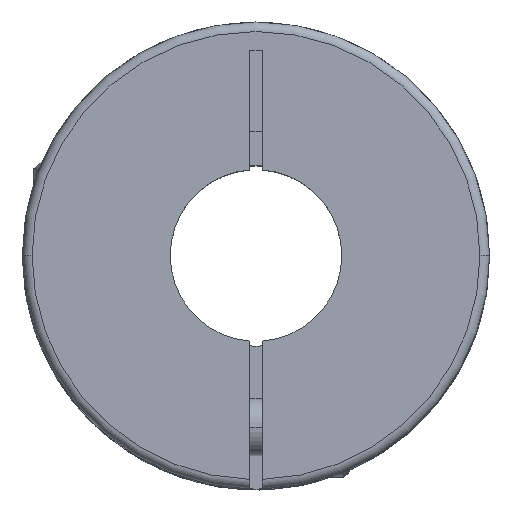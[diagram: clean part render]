
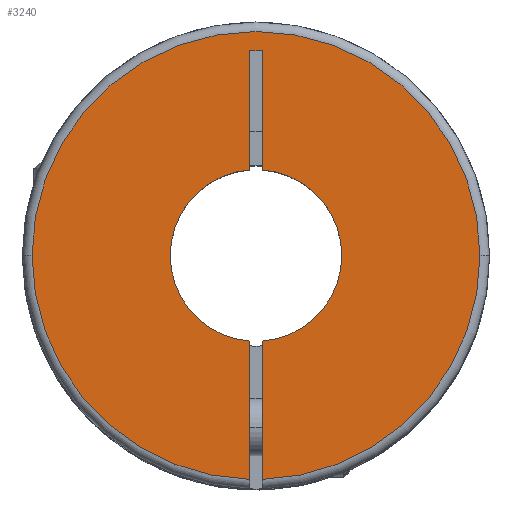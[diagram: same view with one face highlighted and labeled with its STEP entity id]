
A CAD part, top view. The second image highlights one B-rep face of the part: STEP entity #3240.
In plain terms, the highlighted planar face has unit normal (0, 0, 1).
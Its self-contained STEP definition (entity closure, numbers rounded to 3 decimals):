
#34 = CARTESIAN_POINT ( 'NONE',  ( 0.65, -23.491, 0. ) ) ;
#48 = EDGE_CURVE ( 'NONE', #2977, #4407, #1014, .T. ) ;
#174 = VECTOR ( 'NONE', #4108, 1000. ) ;
#243 = PLANE ( 'NONE',  #1492 ) ;
#313 = EDGE_CURVE ( 'NONE', #2788, #4439, #3042, .T. ) ;
#373 = DIRECTION ( 'NONE',  ( 0., 0., -1. ) ) ;
#385 = VECTOR ( 'NONE', #4205, 1000. ) ;
#428 = CIRCLE ( 'NONE', #3260, 9. ) ;
#483 = EDGE_CURVE ( 'NONE', #2947, #2788, #2358, .T. ) ;
#549 = CARTESIAN_POINT ( 'NONE',  ( 0.65, -24.5, 0. ) ) ;
#575 = CARTESIAN_POINT ( 'NONE',  ( -0.65, 21.5, 0. ) ) ;
#606 = FACE_OUTER_BOUND ( 'NONE', #2798, .T. ) ;
#628 = DIRECTION ( 'NONE',  ( 0., -1., 0. ) ) ;
#648 = DIRECTION ( 'NONE',  ( 0., 0., -1. ) ) ;
#683 = EDGE_CURVE ( 'NONE', #1208, #4439, #428, .T. ) ;
#741 = LINE ( 'NONE', #4329, #385 ) ;
#817 = VERTEX_POINT ( 'NONE', #34 ) ;
#882 = CARTESIAN_POINT ( 'NONE',  ( 0., 0., 0. ) ) ;
#900 = VECTOR ( 'NONE', #4410, 1000. ) ;
#916 = ORIENTED_EDGE ( 'NONE', *, *, #2340, .F. ) ;
#934 = DIRECTION ( 'NONE',  ( 0., 0., -1. ) ) ;
#987 = CARTESIAN_POINT ( 'NONE',  ( 0., 0., 0. ) ) ;
#1014 = CIRCLE ( 'NONE', #1605, 23.5 ) ;
#1208 = VERTEX_POINT ( 'NONE', #2153 ) ;
#1259 = DIRECTION ( 'NONE',  ( 0., 0., -1. ) ) ;
#1281 = DIRECTION ( 'NONE',  ( -1., 0., 0. ) ) ;
#1284 = DIRECTION ( 'NONE',  ( -1., 0., 0. ) ) ;
#1456 = DIRECTION ( 'NONE',  ( -1., 0., 0. ) ) ;
#1492 = AXIS2_PLACEMENT_3D ( 'NONE', #4171, #648, #2018 ) ;
#1505 = AXIS2_PLACEMENT_3D ( 'NONE', #987, #2079, #3158 ) ;
#1572 = CARTESIAN_POINT ( 'NONE',  ( 0., 0., 0. ) ) ;
#1605 = AXIS2_PLACEMENT_3D ( 'NONE', #1572, #2353, #3005 ) ;
#1630 = CARTESIAN_POINT ( 'NONE',  ( 0.65, 21.5, 0. ) ) ;
#1642 = CARTESIAN_POINT ( 'NONE',  ( 0.65, 8.976, 0. ) ) ;
#1766 = ORIENTED_EDGE ( 'NONE', *, *, #313, .F. ) ;
#1832 = VECTOR ( 'NONE', #628, 1000. ) ;
#1908 = VECTOR ( 'NONE', #2720, 1000. ) ;
#2018 = DIRECTION ( 'NONE',  ( 0., -1., 0. ) ) ;
#2028 = ORIENTED_EDGE ( 'NONE', *, *, #3393, .F. ) ;
#2034 = EDGE_CURVE ( 'NONE', #4407, #817, #3383, .T. ) ;
#2079 = DIRECTION ( 'NONE',  ( 0., 0., -1. ) ) ;
#2132 = VERTEX_POINT ( 'NONE', #1642 ) ;
#2153 = CARTESIAN_POINT ( 'NONE',  ( -9., 0., 0. ) ) ;
#2245 = ORIENTED_EDGE ( 'NONE', *, *, #683, .T. ) ;
#2340 = EDGE_CURVE ( 'NONE', #3135, #2977, #4128, .T. ) ;
#2353 = DIRECTION ( 'NONE',  ( 0., 0., -1. ) ) ;
#2358 = LINE ( 'NONE', #1630, #1908 ) ;
#2405 = CARTESIAN_POINT ( 'NONE',  ( -0.65, 21.5, 0. ) ) ;
#2425 = EDGE_CURVE ( 'NONE', #3117, #1208, #4175, .T. ) ;
#2529 = CARTESIAN_POINT ( 'NONE',  ( -23.5, 0., 0. ) ) ;
#2567 = EDGE_CURVE ( 'NONE', #2132, #2803, #3655, .T. ) ;
#2622 = CARTESIAN_POINT ( 'NONE',  ( -0.65, -23.491, 0. ) ) ;
#2720 = DIRECTION ( 'NONE',  ( -1., 0., 0. ) ) ;
#2788 = VERTEX_POINT ( 'NONE', #575 ) ;
#2791 = ORIENTED_EDGE ( 'NONE', *, *, #2567, .T. ) ;
#2798 = EDGE_LOOP ( 'NONE', ( #916, #2028, #2856, #2245, #1766, #2941, #3595, #2791, #3167, #4231, #2863 ) ) ;
#2803 = VERTEX_POINT ( 'NONE', #3450 ) ;
#2831 = EDGE_CURVE ( 'NONE', #817, #2803, #4121, .T. ) ;
#2856 = ORIENTED_EDGE ( 'NONE', *, *, #2425, .T. ) ;
#2863 = ORIENTED_EDGE ( 'NONE', *, *, #48, .F. ) ;
#2941 = ORIENTED_EDGE ( 'NONE', *, *, #483, .F. ) ;
#2947 = VERTEX_POINT ( 'NONE', #3593 ) ;
#2967 = EDGE_CURVE ( 'NONE', #2132, #2947, #741, .T. ) ;
#2977 = VERTEX_POINT ( 'NONE', #2529 ) ;
#3005 = DIRECTION ( 'NONE',  ( -1., 0., 0. ) ) ;
#3042 = LINE ( 'NONE', #4446, #174 ) ;
#3117 = VERTEX_POINT ( 'NONE', #3392 ) ;
#3135 = VERTEX_POINT ( 'NONE', #2622 ) ;
#3158 = DIRECTION ( 'NONE',  ( -1., 0., 0. ) ) ;
#3167 = ORIENTED_EDGE ( 'NONE', *, *, #2831, .F. ) ;
#3213 = AXIS2_PLACEMENT_3D ( 'NONE', #3476, #1259, #1281 ) ;
#3215 = CARTESIAN_POINT ( 'NONE',  ( 0., 0., 0. ) ) ;
#3240 = ADVANCED_FACE ( 'NONE', ( #606 ), #243, .F. ) ;
#3260 = AXIS2_PLACEMENT_3D ( 'NONE', #882, #934, #1284 ) ;
#3362 = AXIS2_PLACEMENT_3D ( 'NONE', #4257, #3869, #3546 ) ;
#3383 = CIRCLE ( 'NONE', #1505, 23.5 ) ;
#3392 = CARTESIAN_POINT ( 'NONE',  ( -0.65, -8.976, 0. ) ) ;
#3393 = EDGE_CURVE ( 'NONE', #3117, #3135, #3829, .T. ) ;
#3450 = CARTESIAN_POINT ( 'NONE',  ( 0.65, -8.976, 0. ) ) ;
#3476 = CARTESIAN_POINT ( 'NONE',  ( 0., 0., 0. ) ) ;
#3546 = DIRECTION ( 'NONE',  ( -1., 0., 0. ) ) ;
#3593 = CARTESIAN_POINT ( 'NONE',  ( 0.65, 21.5, 0. ) ) ;
#3595 = ORIENTED_EDGE ( 'NONE', *, *, #2967, .F. ) ;
#3655 = CIRCLE ( 'NONE', #3213, 9. ) ;
#3662 = CARTESIAN_POINT ( 'NONE',  ( 23.5, 0., 0. ) ) ;
#3741 = CARTESIAN_POINT ( 'NONE',  ( -0.65, 8.976, 0. ) ) ;
#3829 = LINE ( 'NONE', #2405, #1832 ) ;
#3869 = DIRECTION ( 'NONE',  ( 0., 0., -1. ) ) ;
#3899 = AXIS2_PLACEMENT_3D ( 'NONE', #3215, #373, #1456 ) ;
#4108 = DIRECTION ( 'NONE',  ( 0., -1., 0. ) ) ;
#4121 = LINE ( 'NONE', #549, #900 ) ;
#4128 = CIRCLE ( 'NONE', #3899, 23.5 ) ;
#4171 = CARTESIAN_POINT ( 'NONE',  ( 0., 0., 0. ) ) ;
#4175 = CIRCLE ( 'NONE', #3362, 9. ) ;
#4205 = DIRECTION ( 'NONE',  ( 0., 1., 0. ) ) ;
#4231 = ORIENTED_EDGE ( 'NONE', *, *, #2034, .F. ) ;
#4257 = CARTESIAN_POINT ( 'NONE',  ( 0., 0., 0. ) ) ;
#4329 = CARTESIAN_POINT ( 'NONE',  ( 0.65, -24.5, 0. ) ) ;
#4407 = VERTEX_POINT ( 'NONE', #3662 ) ;
#4410 = DIRECTION ( 'NONE',  ( 0., 1., 0. ) ) ;
#4439 = VERTEX_POINT ( 'NONE', #3741 ) ;
#4446 = CARTESIAN_POINT ( 'NONE',  ( -0.65, 21.5, 0. ) ) ;
